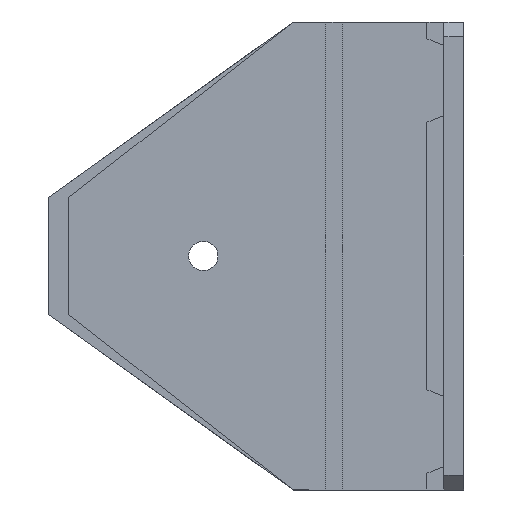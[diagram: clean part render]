
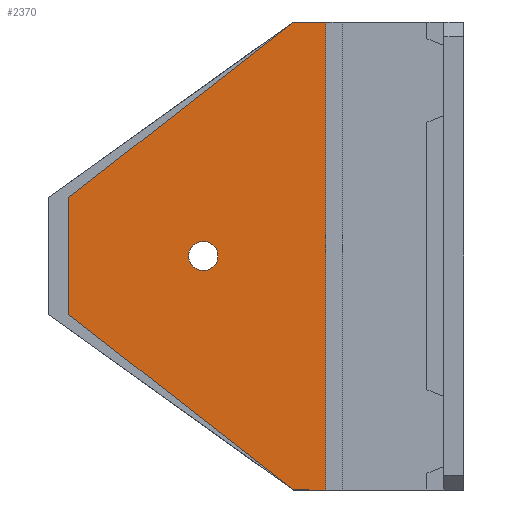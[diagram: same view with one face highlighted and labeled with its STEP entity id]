
A CAD part, left-side view. The second image highlights one B-rep face of the part: STEP entity #2370.
In plain terms, the highlighted planar face has unit normal (-1, 0, 0).
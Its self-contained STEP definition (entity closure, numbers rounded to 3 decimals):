
#44 = PLANE('',#45);
#45 = AXIS2_PLACEMENT_3D('',#46,#47,#48);
#46 = CARTESIAN_POINT('',(13.609,14.059,0.));
#47 = DIRECTION('',(-0.,-0.,-1.));
#48 = DIRECTION('',(-1.,0.,0.));
#100 = PLANE('',#101);
#101 = AXIS2_PLACEMENT_3D('',#102,#103,#104);
#102 = CARTESIAN_POINT('',(13.609,14.059,80.));
#103 = DIRECTION('',(0.,0.,1.));
#104 = DIRECTION('',(1.,0.,0.));
#486 = VERTEX_POINT('',#487);
#487 = CARTESIAN_POINT('',(0.,23.6,0.));
#501 = PLANE('',#502);
#502 = AXIS2_PLACEMENT_3D('',#503,#504,#505);
#503 = CARTESIAN_POINT('',(0.,23.6,0.));
#504 = DIRECTION('',(0.,1.,0.));
#505 = DIRECTION('',(0.,0.,1.));
#513 = EDGE_CURVE('',#486,#514,#516,.T.);
#514 = VERTEX_POINT('',#515);
#515 = CARTESIAN_POINT('',(0.,29.1,0.));
#516 = SURFACE_CURVE('',#517,(#521,#528),.PCURVE_S1.);
#517 = LINE('',#518,#519);
#518 = CARTESIAN_POINT('',(0.,0.,0.));
#519 = VECTOR('',#520,1.);
#520 = DIRECTION('',(0.,1.,0.));
#521 = PCURVE('',#44,#522);
#522 = DEFINITIONAL_REPRESENTATION('',(#523),#527);
#523 = LINE('',#524,#525);
#524 = CARTESIAN_POINT('',(13.609,-14.059));
#525 = VECTOR('',#526,1.);
#526 = DIRECTION('',(0.,1.));
#527 = ( GEOMETRIC_REPRESENTATION_CONTEXT(2) 
PARAMETRIC_REPRESENTATION_CONTEXT() REPRESENTATION_CONTEXT('2D SPACE',''
  ) );
#528 = PCURVE('',#529,#534);
#529 = PLANE('',#530);
#530 = AXIS2_PLACEMENT_3D('',#531,#532,#533);
#531 = CARTESIAN_POINT('',(0.,39.505,40.));
#532 = DIRECTION('',(-1.,-0.,-0.));
#533 = DIRECTION('',(0.,0.,-1.));
#534 = DEFINITIONAL_REPRESENTATION('',(#535),#539);
#535 = LINE('',#536,#537);
#536 = CARTESIAN_POINT('',(40.,39.505));
#537 = VECTOR('',#538,1.);
#538 = DIRECTION('',(0.,-1.));
#539 = ( GEOMETRIC_REPRESENTATION_CONTEXT(2) 
PARAMETRIC_REPRESENTATION_CONTEXT() REPRESENTATION_CONTEXT('2D SPACE',''
  ) );
#557 = PLANE('',#558);
#558 = AXIS2_PLACEMENT_3D('',#559,#560,#561);
#559 = CARTESIAN_POINT('',(0.,48.3,15.));
#560 = DIRECTION('',(0.,-0.616,0.788));
#561 = DIRECTION('',(-1.,-0.,-0.));
#1005 = VERTEX_POINT('',#1006);
#1006 = CARTESIAN_POINT('',(0.,29.1,80.));
#1020 = PLANE('',#1021);
#1021 = AXIS2_PLACEMENT_3D('',#1022,#1023,#1024);
#1022 = CARTESIAN_POINT('',(0.,48.3,65.));
#1023 = DIRECTION('',(0.,0.616,0.788));
#1024 = DIRECTION('',(-1.,0.,0.));
#1032 = EDGE_CURVE('',#1033,#1005,#1035,.T.);
#1033 = VERTEX_POINT('',#1034);
#1034 = CARTESIAN_POINT('',(0.,23.6,80.));
#1035 = SURFACE_CURVE('',#1036,(#1040,#1047),.PCURVE_S1.);
#1036 = LINE('',#1037,#1038);
#1037 = CARTESIAN_POINT('',(0.,27.,80.));
#1038 = VECTOR('',#1039,1.);
#1039 = DIRECTION('',(0.,1.,0.));
#1040 = PCURVE('',#100,#1041);
#1041 = DEFINITIONAL_REPRESENTATION('',(#1042),#1046);
#1042 = LINE('',#1043,#1044);
#1043 = CARTESIAN_POINT('',(-13.609,12.941));
#1044 = VECTOR('',#1045,1.);
#1045 = DIRECTION('',(0.,1.));
#1046 = ( GEOMETRIC_REPRESENTATION_CONTEXT(2) 
PARAMETRIC_REPRESENTATION_CONTEXT() REPRESENTATION_CONTEXT('2D SPACE',''
  ) );
#1047 = PCURVE('',#529,#1048);
#1048 = DEFINITIONAL_REPRESENTATION('',(#1049),#1053);
#1049 = LINE('',#1050,#1051);
#1050 = CARTESIAN_POINT('',(-40.,12.505));
#1051 = VECTOR('',#1052,1.);
#1052 = DIRECTION('',(0.,-1.));
#1053 = ( GEOMETRIC_REPRESENTATION_CONTEXT(2) 
PARAMETRIC_REPRESENTATION_CONTEXT() REPRESENTATION_CONTEXT('2D SPACE',''
  ) );
#2273 = EDGE_CURVE('',#2274,#514,#2276,.T.);
#2274 = VERTEX_POINT('',#2275);
#2275 = CARTESIAN_POINT('',(0.,67.5,30.));
#2276 = SURFACE_CURVE('',#2277,(#2281,#2288),.PCURVE_S1.);
#2277 = LINE('',#2278,#2279);
#2278 = CARTESIAN_POINT('',(0.,38.048,6.991));
#2279 = VECTOR('',#2280,1.);
#2280 = DIRECTION('',(0.,-0.788,-0.616));
#2281 = PCURVE('',#557,#2282);
#2282 = DEFINITIONAL_REPRESENTATION('',(#2283),#2287);
#2283 = LINE('',#2284,#2285);
#2284 = CARTESIAN_POINT('',(-0.,13.01));
#2285 = VECTOR('',#2286,1.);
#2286 = DIRECTION('',(-0.,1.));
#2287 = ( GEOMETRIC_REPRESENTATION_CONTEXT(2) 
PARAMETRIC_REPRESENTATION_CONTEXT() REPRESENTATION_CONTEXT('2D SPACE',''
  ) );
#2288 = PCURVE('',#529,#2289);
#2289 = DEFINITIONAL_REPRESENTATION('',(#2290),#2294);
#2290 = LINE('',#2291,#2292);
#2291 = CARTESIAN_POINT('',(33.009,1.457));
#2292 = VECTOR('',#2293,1.);
#2293 = DIRECTION('',(0.616,0.788));
#2294 = ( GEOMETRIC_REPRESENTATION_CONTEXT(2) 
PARAMETRIC_REPRESENTATION_CONTEXT() REPRESENTATION_CONTEXT('2D SPACE',''
  ) );
#2312 = PLANE('',#2313);
#2313 = AXIS2_PLACEMENT_3D('',#2314,#2315,#2316);
#2314 = CARTESIAN_POINT('',(0.,67.5,0.));
#2315 = DIRECTION('',(0.,1.,0.));
#2316 = DIRECTION('',(0.,0.,1.));
#2370 = ADVANCED_FACE('',(#2371,#2441),#529,.T.);
#2371 = FACE_BOUND('',#2372,.T.);
#2372 = EDGE_LOOP('',(#2373,#2374,#2397,#2418,#2419,#2420));
#2373 = ORIENTED_EDGE('',*,*,#1032,.T.);
#2374 = ORIENTED_EDGE('',*,*,#2375,.F.);
#2375 = EDGE_CURVE('',#2376,#1005,#2378,.T.);
#2376 = VERTEX_POINT('',#2377);
#2377 = CARTESIAN_POINT('',(0.,67.5,50.));
#2378 = SURFACE_CURVE('',#2379,(#2383,#2390),.PCURVE_S1.);
#2379 = LINE('',#2380,#2381);
#2380 = CARTESIAN_POINT('',(0.,57.454,57.849));
#2381 = VECTOR('',#2382,1.);
#2382 = DIRECTION('',(0.,-0.788,0.616));
#2383 = PCURVE('',#529,#2384);
#2384 = DEFINITIONAL_REPRESENTATION('',(#2385),#2389);
#2385 = LINE('',#2386,#2387);
#2386 = CARTESIAN_POINT('',(-17.849,-17.949));
#2387 = VECTOR('',#2388,1.);
#2388 = DIRECTION('',(-0.616,0.788));
#2389 = ( GEOMETRIC_REPRESENTATION_CONTEXT(2) 
PARAMETRIC_REPRESENTATION_CONTEXT() REPRESENTATION_CONTEXT('2D SPACE',''
  ) );
#2390 = PCURVE('',#1020,#2391);
#2391 = DEFINITIONAL_REPRESENTATION('',(#2392),#2396);
#2392 = LINE('',#2393,#2394);
#2393 = CARTESIAN_POINT('',(-0.,-11.616));
#2394 = VECTOR('',#2395,1.);
#2395 = DIRECTION('',(-0.,1.));
#2396 = ( GEOMETRIC_REPRESENTATION_CONTEXT(2) 
PARAMETRIC_REPRESENTATION_CONTEXT() REPRESENTATION_CONTEXT('2D SPACE',''
  ) );
#2397 = ORIENTED_EDGE('',*,*,#2398,.F.);
#2398 = EDGE_CURVE('',#2274,#2376,#2399,.T.);
#2399 = SURFACE_CURVE('',#2400,(#2404,#2411),.PCURVE_S1.);
#2400 = LINE('',#2401,#2402);
#2401 = CARTESIAN_POINT('',(0.,67.5,0.));
#2402 = VECTOR('',#2403,1.);
#2403 = DIRECTION('',(0.,0.,1.));
#2404 = PCURVE('',#529,#2405);
#2405 = DEFINITIONAL_REPRESENTATION('',(#2406),#2410);
#2406 = LINE('',#2407,#2408);
#2407 = CARTESIAN_POINT('',(40.,-27.995));
#2408 = VECTOR('',#2409,1.);
#2409 = DIRECTION('',(-1.,0.));
#2410 = ( GEOMETRIC_REPRESENTATION_CONTEXT(2) 
PARAMETRIC_REPRESENTATION_CONTEXT() REPRESENTATION_CONTEXT('2D SPACE',''
  ) );
#2411 = PCURVE('',#2312,#2412);
#2412 = DEFINITIONAL_REPRESENTATION('',(#2413),#2417);
#2413 = LINE('',#2414,#2415);
#2414 = CARTESIAN_POINT('',(0.,0.));
#2415 = VECTOR('',#2416,1.);
#2416 = DIRECTION('',(1.,0.));
#2417 = ( GEOMETRIC_REPRESENTATION_CONTEXT(2) 
PARAMETRIC_REPRESENTATION_CONTEXT() REPRESENTATION_CONTEXT('2D SPACE',''
  ) );
#2418 = ORIENTED_EDGE('',*,*,#2273,.T.);
#2419 = ORIENTED_EDGE('',*,*,#513,.F.);
#2420 = ORIENTED_EDGE('',*,*,#2421,.T.);
#2421 = EDGE_CURVE('',#486,#1033,#2422,.T.);
#2422 = SURFACE_CURVE('',#2423,(#2427,#2434),.PCURVE_S1.);
#2423 = LINE('',#2424,#2425);
#2424 = CARTESIAN_POINT('',(0.,23.6,0.));
#2425 = VECTOR('',#2426,1.);
#2426 = DIRECTION('',(0.,0.,1.));
#2427 = PCURVE('',#529,#2428);
#2428 = DEFINITIONAL_REPRESENTATION('',(#2429),#2433);
#2429 = LINE('',#2430,#2431);
#2430 = CARTESIAN_POINT('',(40.,15.905));
#2431 = VECTOR('',#2432,1.);
#2432 = DIRECTION('',(-1.,0.));
#2433 = ( GEOMETRIC_REPRESENTATION_CONTEXT(2) 
PARAMETRIC_REPRESENTATION_CONTEXT() REPRESENTATION_CONTEXT('2D SPACE',''
  ) );
#2434 = PCURVE('',#501,#2435);
#2435 = DEFINITIONAL_REPRESENTATION('',(#2436),#2440);
#2436 = LINE('',#2437,#2438);
#2437 = CARTESIAN_POINT('',(0.,0.));
#2438 = VECTOR('',#2439,1.);
#2439 = DIRECTION('',(1.,0.));
#2440 = ( GEOMETRIC_REPRESENTATION_CONTEXT(2) 
PARAMETRIC_REPRESENTATION_CONTEXT() REPRESENTATION_CONTEXT('2D SPACE',''
  ) );
#2441 = FACE_BOUND('',#2442,.T.);
#2442 = EDGE_LOOP('',(#2443));
#2443 = ORIENTED_EDGE('',*,*,#2444,.T.);
#2444 = EDGE_CURVE('',#2445,#2445,#2447,.T.);
#2445 = VERTEX_POINT('',#2446);
#2446 = CARTESIAN_POINT('',(0.,44.5,37.5));
#2447 = SURFACE_CURVE('',#2448,(#2453,#2464),.PCURVE_S1.);
#2448 = CIRCLE('',#2449,2.5);
#2449 = AXIS2_PLACEMENT_3D('',#2450,#2451,#2452);
#2450 = CARTESIAN_POINT('',(0.,44.5,40.));
#2451 = DIRECTION('',(1.,-0.,0.));
#2452 = DIRECTION('',(0.,0.,-1.));
#2453 = PCURVE('',#529,#2454);
#2454 = DEFINITIONAL_REPRESENTATION('',(#2455),#2463);
#2455 = ( BOUNDED_CURVE() B_SPLINE_CURVE(2,(#2456,#2457,#2458,#2459,
#2460,#2461,#2462),.UNSPECIFIED.,.T.,.F.) B_SPLINE_CURVE_WITH_KNOTS((1,2
    ,2,2,2,1),(-2.094,0.,2.094,4.189,
6.283,8.378),.UNSPECIFIED.) CURVE() 
GEOMETRIC_REPRESENTATION_ITEM() RATIONAL_B_SPLINE_CURVE((1.,0.5,1.,0.5,
1.,0.5,1.)) REPRESENTATION_ITEM('') );
#2456 = CARTESIAN_POINT('',(2.5,-4.995));
#2457 = CARTESIAN_POINT('',(2.5,-9.325));
#2458 = CARTESIAN_POINT('',(-1.25,-7.16));
#2459 = CARTESIAN_POINT('',(-5.,-4.995));
#2460 = CARTESIAN_POINT('',(-1.25,-2.83));
#2461 = CARTESIAN_POINT('',(2.5,-0.665));
#2462 = CARTESIAN_POINT('',(2.5,-4.995));
#2463 = ( GEOMETRIC_REPRESENTATION_CONTEXT(2) 
PARAMETRIC_REPRESENTATION_CONTEXT() REPRESENTATION_CONTEXT('2D SPACE',''
  ) );
#2464 = PCURVE('',#2465,#2470);
#2465 = CYLINDRICAL_SURFACE('',#2466,2.5);
#2466 = AXIS2_PLACEMENT_3D('',#2467,#2468,#2469);
#2467 = CARTESIAN_POINT('',(-1.,44.5,40.));
#2468 = DIRECTION('',(1.,0.,0.));
#2469 = DIRECTION('',(0.,0.,-1.));
#2470 = DEFINITIONAL_REPRESENTATION('',(#2471),#2475);
#2471 = LINE('',#2472,#2473);
#2472 = CARTESIAN_POINT('',(0.,1.));
#2473 = VECTOR('',#2474,1.);
#2474 = DIRECTION('',(1.,0.));
#2475 = ( GEOMETRIC_REPRESENTATION_CONTEXT(2) 
PARAMETRIC_REPRESENTATION_CONTEXT() REPRESENTATION_CONTEXT('2D SPACE',''
  ) );
